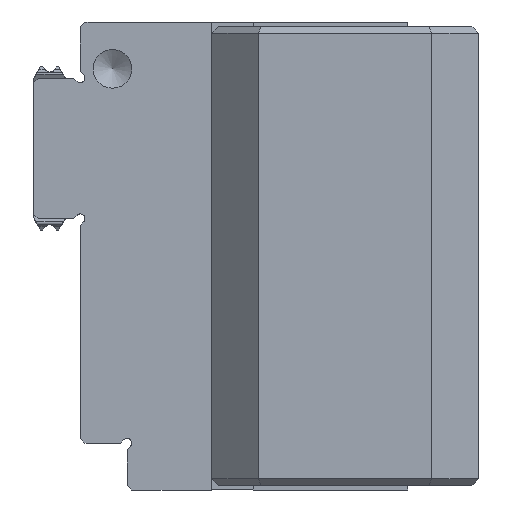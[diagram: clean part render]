
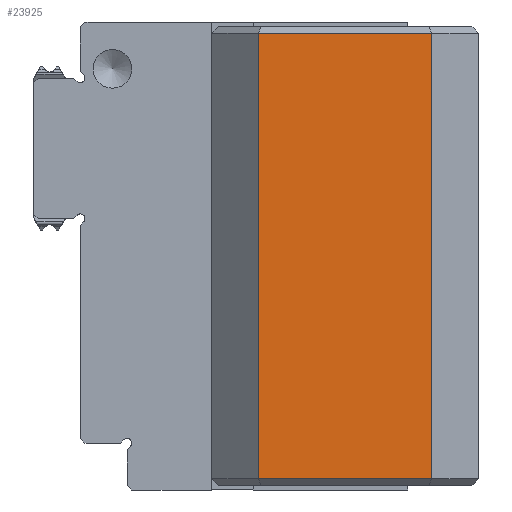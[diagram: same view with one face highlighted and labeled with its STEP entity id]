
A CAD part, left-side view. The second image highlights one B-rep face of the part: STEP entity #23925.
In plain terms, the highlighted planar face has unit normal (-1, 0, 0).
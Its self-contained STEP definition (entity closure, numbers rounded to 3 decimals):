
#23504=CARTESIAN_POINT('',(-72.699,-19.172,47.285));
#23505=VERTEX_POINT('',#23504);
#23535=CARTESIAN_POINT('',(-72.699,-0.672,47.285));
#23536=VERTEX_POINT('',#23535);
#23543=CARTESIAN_POINT('',(-72.699,-0.672,47.285));
#23544=DIRECTION('',(0.0,-1.0,0.0));
#23545=VECTOR('',#23544,18.5);
#23546=LINE('',#23543,#23545);
#23547=EDGE_CURVE('',#23536,#23505,#23546,.T.);
#23775=CARTESIAN_POINT('',(-72.699,-0.672,-0.315));
#23776=VERTEX_POINT('',#23775);
#23806=CARTESIAN_POINT('',(-72.699,-19.172,-0.315));
#23807=VERTEX_POINT('',#23806);
#23814=CARTESIAN_POINT('',(-72.699,-19.172,-0.315));
#23815=DIRECTION('',(0.0,1.0,0.0));
#23816=VECTOR('',#23815,18.5);
#23817=LINE('',#23814,#23816);
#23818=EDGE_CURVE('',#23807,#23776,#23817,.T.);
#23900=CARTESIAN_POINT('',(-72.699,-0.672,47.285));
#23901=DIRECTION('',(0.0,0.0,-1.0));
#23902=VECTOR('',#23901,47.6);
#23903=LINE('',#23900,#23902);
#23904=EDGE_CURVE('',#23536,#23776,#23903,.T.);
#23909=CARTESIAN_POINT('',(-72.699,-0.672,47.985));
#23910=DIRECTION('',(-1.0,0.0,0.0));
#23911=DIRECTION('',(0.0,0.0,-1.0));
#23912=AXIS2_PLACEMENT_3D('',#23909,#23910,#23911);
#23913=PLANE('',#23912);
#23914=ORIENTED_EDGE('',*,*,#23547,.F.);
#23915=ORIENTED_EDGE('',*,*,#23904,.T.);
#23916=ORIENTED_EDGE('',*,*,#23818,.F.);
#23917=CARTESIAN_POINT('',(-72.699,-19.172,47.285));
#23918=DIRECTION('',(0.0,0.0,-1.0));
#23919=VECTOR('',#23918,47.6);
#23920=LINE('',#23917,#23919);
#23921=EDGE_CURVE('',#23505,#23807,#23920,.T.);
#23922=ORIENTED_EDGE('',*,*,#23921,.F.);
#23923=EDGE_LOOP('',(#23914,#23915,#23916,#23922));
#23924=FACE_OUTER_BOUND('',#23923,.T.);
#23925=ADVANCED_FACE('',(#23924),#23913,.T.);
